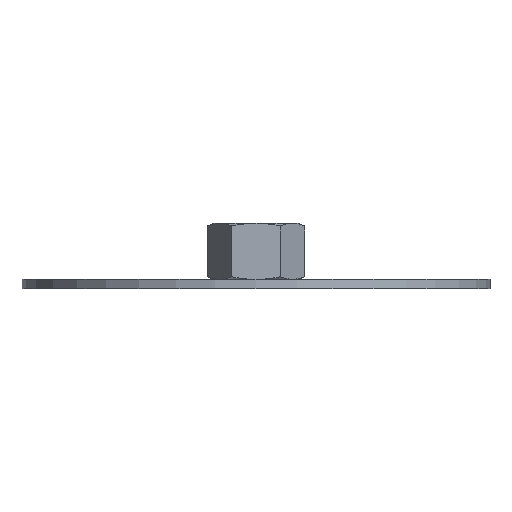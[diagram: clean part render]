
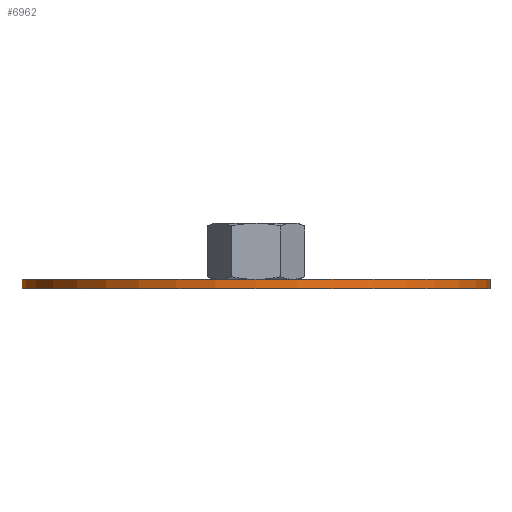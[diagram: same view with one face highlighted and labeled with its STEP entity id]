
A CAD part, front view. The second image highlights one B-rep face of the part: STEP entity #6962.
In plain terms, the highlighted cylindrical face has radius 50 mm (diameter 100 mm), a full revolution.
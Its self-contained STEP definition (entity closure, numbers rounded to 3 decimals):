
#5057 = PLANE('',#5058);
#5058 = AXIS2_PLACEMENT_3D('',#5059,#5060,#5061);
#5059 = CARTESIAN_POINT('',(0.,0.,0.));
#5060 = DIRECTION('',(0.,0.,1.));
#5061 = DIRECTION('',(1.,0.,0.));
#6088 = EDGE_CURVE('',#6089,#6089,#6091,.T.);
#6089 = VERTEX_POINT('',#6090);
#6090 = CARTESIAN_POINT('',(50.,0.,0.));
#6091 = SURFACE_CURVE('',#6092,(#6097,#6108),.PCURVE_S1.);
#6092 = CIRCLE('',#6093,50.);
#6093 = AXIS2_PLACEMENT_3D('',#6094,#6095,#6096);
#6094 = CARTESIAN_POINT('',(0.,0.,0.));
#6095 = DIRECTION('',(0.,0.,-1.));
#6096 = DIRECTION('',(1.,0.,0.));
#6097 = PCURVE('',#5057,#6098);
#6098 = DEFINITIONAL_REPRESENTATION('',(#6099),#6107);
#6099 = ( BOUNDED_CURVE() B_SPLINE_CURVE(2,(#6100,#6101,#6102,#6103,
#6104,#6105,#6106),.UNSPECIFIED.,.T.,.F.) B_SPLINE_CURVE_WITH_KNOTS((1,2
    ,2,2,2,1),(-2.094,0.,2.094,4.189,
6.283,8.378),.UNSPECIFIED.) CURVE() 
GEOMETRIC_REPRESENTATION_ITEM() RATIONAL_B_SPLINE_CURVE((1.,0.5,1.,0.5,
1.,0.5,1.)) REPRESENTATION_ITEM('') );
#6100 = CARTESIAN_POINT('',(50.,0.));
#6101 = CARTESIAN_POINT('',(50.,-86.603));
#6102 = CARTESIAN_POINT('',(-25.,-43.301));
#6103 = CARTESIAN_POINT('',(-100.,0.));
#6104 = CARTESIAN_POINT('',(-25.,43.301));
#6105 = CARTESIAN_POINT('',(50.,86.603));
#6106 = CARTESIAN_POINT('',(50.,0.));
#6107 = ( GEOMETRIC_REPRESENTATION_CONTEXT(2) 
PARAMETRIC_REPRESENTATION_CONTEXT() REPRESENTATION_CONTEXT('2D SPACE',''
  ) );
#6108 = PCURVE('',#6109,#6114);
#6109 = CYLINDRICAL_SURFACE('',#6110,50.);
#6110 = AXIS2_PLACEMENT_3D('',#6111,#6112,#6113);
#6111 = CARTESIAN_POINT('',(0.,0.,0.));
#6112 = DIRECTION('',(0.,0.,1.));
#6113 = DIRECTION('',(1.,0.,0.));
#6114 = DEFINITIONAL_REPRESENTATION('',(#6115),#6119);
#6115 = LINE('',#6116,#6117);
#6116 = CARTESIAN_POINT('',(-0.,0.));
#6117 = VECTOR('',#6118,1.);
#6118 = DIRECTION('',(-1.,0.));
#6119 = ( GEOMETRIC_REPRESENTATION_CONTEXT(2) 
PARAMETRIC_REPRESENTATION_CONTEXT() REPRESENTATION_CONTEXT('2D SPACE',''
  ) );
#6962 = ADVANCED_FACE('',(#6963),#6109,.T.);
#6963 = FACE_BOUND('',#6964,.F.);
#6964 = EDGE_LOOP('',(#6965,#6988,#7019,#7020));
#6965 = ORIENTED_EDGE('',*,*,#6966,.T.);
#6966 = EDGE_CURVE('',#6089,#6967,#6969,.T.);
#6967 = VERTEX_POINT('',#6968);
#6968 = CARTESIAN_POINT('',(50.,0.,-2.));
#6969 = SEAM_CURVE('',#6970,(#6974,#6981),.PCURVE_S1.);
#6970 = LINE('',#6971,#6972);
#6971 = CARTESIAN_POINT('',(50.,0.,0.));
#6972 = VECTOR('',#6973,1.);
#6973 = DIRECTION('',(0.,0.,-1.));
#6974 = PCURVE('',#6109,#6975);
#6975 = DEFINITIONAL_REPRESENTATION('',(#6976),#6980);
#6976 = LINE('',#6977,#6978);
#6977 = CARTESIAN_POINT('',(-0.,0.));
#6978 = VECTOR('',#6979,1.);
#6979 = DIRECTION('',(-0.,-1.));
#6980 = ( GEOMETRIC_REPRESENTATION_CONTEXT(2) 
PARAMETRIC_REPRESENTATION_CONTEXT() REPRESENTATION_CONTEXT('2D SPACE',''
  ) );
#6981 = PCURVE('',#6109,#6982);
#6982 = DEFINITIONAL_REPRESENTATION('',(#6983),#6987);
#6983 = LINE('',#6984,#6985);
#6984 = CARTESIAN_POINT('',(-6.283,0.));
#6985 = VECTOR('',#6986,1.);
#6986 = DIRECTION('',(-0.,-1.));
#6987 = ( GEOMETRIC_REPRESENTATION_CONTEXT(2) 
PARAMETRIC_REPRESENTATION_CONTEXT() REPRESENTATION_CONTEXT('2D SPACE',''
  ) );
#6988 = ORIENTED_EDGE('',*,*,#6989,.T.);
#6989 = EDGE_CURVE('',#6967,#6967,#6990,.T.);
#6990 = SURFACE_CURVE('',#6991,(#6996,#7003),.PCURVE_S1.);
#6991 = CIRCLE('',#6992,50.);
#6992 = AXIS2_PLACEMENT_3D('',#6993,#6994,#6995);
#6993 = CARTESIAN_POINT('',(0.,0.,-2.));
#6994 = DIRECTION('',(0.,0.,-1.));
#6995 = DIRECTION('',(1.,0.,0.));
#6996 = PCURVE('',#6109,#6997);
#6997 = DEFINITIONAL_REPRESENTATION('',(#6998),#7002);
#6998 = LINE('',#6999,#7000);
#6999 = CARTESIAN_POINT('',(-0.,-2.));
#7000 = VECTOR('',#7001,1.);
#7001 = DIRECTION('',(-1.,0.));
#7002 = ( GEOMETRIC_REPRESENTATION_CONTEXT(2) 
PARAMETRIC_REPRESENTATION_CONTEXT() REPRESENTATION_CONTEXT('2D SPACE',''
  ) );
#7003 = PCURVE('',#7004,#7009);
#7004 = PLANE('',#7005);
#7005 = AXIS2_PLACEMENT_3D('',#7006,#7007,#7008);
#7006 = CARTESIAN_POINT('',(0.,0.,-2.)
  );
#7007 = DIRECTION('',(0.,0.,1.));
#7008 = DIRECTION('',(1.,0.,0.));
#7009 = DEFINITIONAL_REPRESENTATION('',(#7010),#7018);
#7010 = ( BOUNDED_CURVE() B_SPLINE_CURVE(2,(#7011,#7012,#7013,#7014,
#7015,#7016,#7017),.UNSPECIFIED.,.T.,.F.) B_SPLINE_CURVE_WITH_KNOTS((1,2
    ,2,2,2,1),(-2.094,0.,2.094,4.189,
6.283,8.378),.UNSPECIFIED.) CURVE() 
GEOMETRIC_REPRESENTATION_ITEM() RATIONAL_B_SPLINE_CURVE((1.,0.5,1.,0.5,
1.,0.5,1.)) REPRESENTATION_ITEM('') );
#7011 = CARTESIAN_POINT('',(50.,0.));
#7012 = CARTESIAN_POINT('',(50.,-86.603));
#7013 = CARTESIAN_POINT('',(-25.,-43.301));
#7014 = CARTESIAN_POINT('',(-100.,0.));
#7015 = CARTESIAN_POINT('',(-25.,43.301));
#7016 = CARTESIAN_POINT('',(50.,86.603));
#7017 = CARTESIAN_POINT('',(50.,0.));
#7018 = ( GEOMETRIC_REPRESENTATION_CONTEXT(2) 
PARAMETRIC_REPRESENTATION_CONTEXT() REPRESENTATION_CONTEXT('2D SPACE',''
  ) );
#7019 = ORIENTED_EDGE('',*,*,#6966,.F.);
#7020 = ORIENTED_EDGE('',*,*,#6088,.F.);
